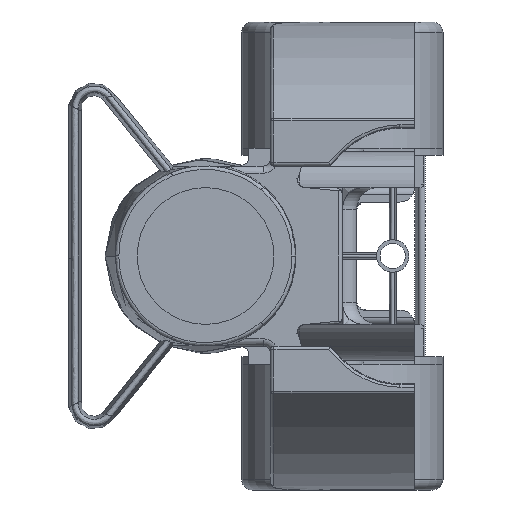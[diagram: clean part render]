
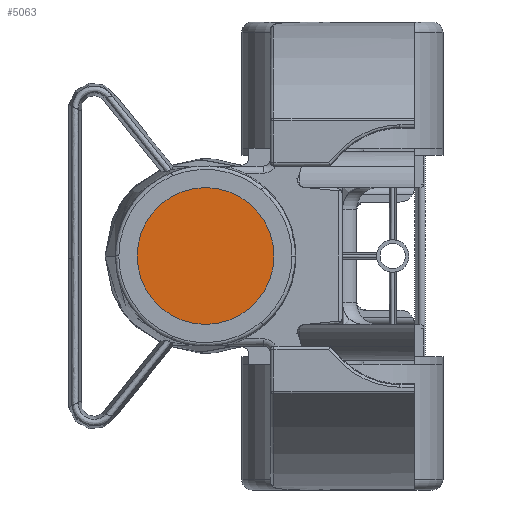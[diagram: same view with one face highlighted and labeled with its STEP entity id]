
A CAD part, left-side view. The second image highlights one B-rep face of the part: STEP entity #5063.
In plain terms, the highlighted planar face has unit normal (-1, 0, 0).
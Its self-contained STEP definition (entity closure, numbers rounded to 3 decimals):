
#488=PLANE('',#5385);
#1159=FACE_OUTER_BOUND('',#1464,.T.);
#1464=EDGE_LOOP('',(#3433));
#1775=CIRCLE('',#5384,9.5);
#2045=VERTEX_POINT('',#7578);
#2582=EDGE_CURVE('',#2045,#2045,#1775,.T.);
#3433=ORIENTED_EDGE('',*,*,#2582,.F.);
#5063=ADVANCED_FACE('',(#1159),#488,.F.);
#5384=AXIS2_PLACEMENT_3D('',#7580,#5884,#5885);
#5385=AXIS2_PLACEMENT_3D('',#7581,#5886,#5887);
#5884=DIRECTION('center_axis',(1.,0.,0.));
#5885=DIRECTION('ref_axis',(0.,0.,-1.));
#5886=DIRECTION('center_axis',(1.,0.,0.));
#5887=DIRECTION('ref_axis',(0.,0.,-1.));
#7578=CARTESIAN_POINT('',(56.,29.,9.5));
#7580=CARTESIAN_POINT('Origin',(56.,29.,0.));
#7581=CARTESIAN_POINT('Origin',(56.,29.,0.));
